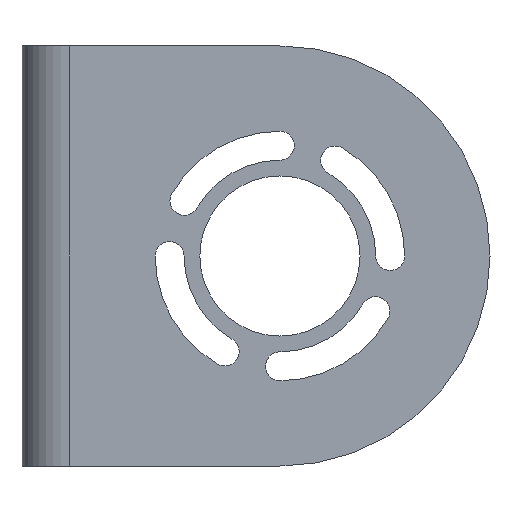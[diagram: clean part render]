
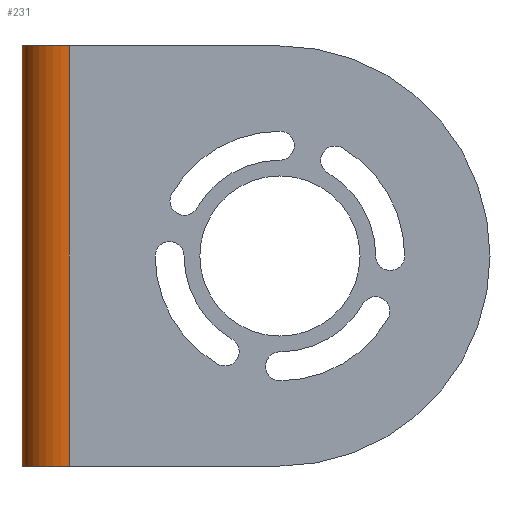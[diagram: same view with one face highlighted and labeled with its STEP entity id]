
A CAD part, front view. The second image highlights one B-rep face of the part: STEP entity #231.
In plain terms, the highlighted cylindrical face has radius 9 mm (diameter 18 mm), a partial arc.
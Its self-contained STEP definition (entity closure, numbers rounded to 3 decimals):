
#1 = EDGE_LOOP ( 'NONE', ( #20, #1618, #251, #549 ) ) ;
#20 = ORIENTED_EDGE ( 'NONE', *, *, #1571, .F. ) ;
#72 = LINE ( 'NONE', #700, #363 ) ;
#109 = VECTOR ( 'NONE', #646, 1000. ) ;
#114 = CARTESIAN_POINT ( 'NONE',  ( 5.89, 0., -80. ) ) ;
#147 = CARTESIAN_POINT ( 'NONE',  ( 5.89, 9., 0. ) ) ;
#185 = CARTESIAN_POINT ( 'NONE',  ( 5.89, 0., 0. ) ) ;
#210 = LINE ( 'NONE', #1450, #109 ) ;
#226 = AXIS2_PLACEMENT_3D ( 'NONE', #593, #459, #1223 ) ;
#231 = ADVANCED_FACE ( 'NONE', ( #764 ), #917, .T. ) ;
#251 = ORIENTED_EDGE ( 'NONE', *, *, #602, .F. ) ;
#267 = CIRCLE ( 'NONE', #1218, 9. ) ;
#305 = VERTEX_POINT ( 'NONE', #185 ) ;
#331 = EDGE_CURVE ( 'NONE', #1923, #305, #210, .T. ) ;
#363 = VECTOR ( 'NONE', #729, 1000. ) ;
#459 = DIRECTION ( 'NONE',  ( 0., 0., 1. ) ) ;
#533 = EDGE_CURVE ( 'NONE', #1496, #858, #72, .T. ) ;
#549 = ORIENTED_EDGE ( 'NONE', *, *, #331, .T. ) ;
#572 = CARTESIAN_POINT ( 'NONE',  ( -3.11, 9., -80. ) ) ;
#593 = CARTESIAN_POINT ( 'NONE',  ( 5.89, 9., -120.918 ) ) ;
#602 = EDGE_CURVE ( 'NONE', #1923, #1496, #741, .T. ) ;
#632 = CARTESIAN_POINT ( 'NONE',  ( -3.11, 9., 0. ) ) ;
#646 = DIRECTION ( 'NONE',  ( 0., 0., 1. ) ) ;
#700 = CARTESIAN_POINT ( 'NONE',  ( -3.11, 9., 0. ) ) ;
#729 = DIRECTION ( 'NONE',  ( 0., 0., 1. ) ) ;
#741 = CIRCLE ( 'NONE', #1195, 9. ) ;
#764 = FACE_OUTER_BOUND ( 'NONE', #1, .T. ) ;
#858 = VERTEX_POINT ( 'NONE', #632 ) ;
#917 = CYLINDRICAL_SURFACE ( 'NONE', #226, 9. ) ;
#1071 = DIRECTION ( 'NONE',  ( 0., 0., -1. ) ) ;
#1083 = DIRECTION ( 'NONE',  ( 1., 0., 0. ) ) ;
#1195 = AXIS2_PLACEMENT_3D ( 'NONE', #1221, #1071, #1083 ) ;
#1218 = AXIS2_PLACEMENT_3D ( 'NONE', #147, #1403, #1680 ) ;
#1221 = CARTESIAN_POINT ( 'NONE',  ( 5.89, 9., -80. ) ) ;
#1223 = DIRECTION ( 'NONE',  ( 1., 0., 0. ) ) ;
#1403 = DIRECTION ( 'NONE',  ( 0., 0., 1. ) ) ;
#1450 = CARTESIAN_POINT ( 'NONE',  ( 5.89, 0., 0. ) ) ;
#1496 = VERTEX_POINT ( 'NONE', #572 ) ;
#1571 = EDGE_CURVE ( 'NONE', #858, #305, #267, .T. ) ;
#1618 = ORIENTED_EDGE ( 'NONE', *, *, #533, .F. ) ;
#1680 = DIRECTION ( 'NONE',  ( 1., 0., 0. ) ) ;
#1923 = VERTEX_POINT ( 'NONE', #114 ) ;
